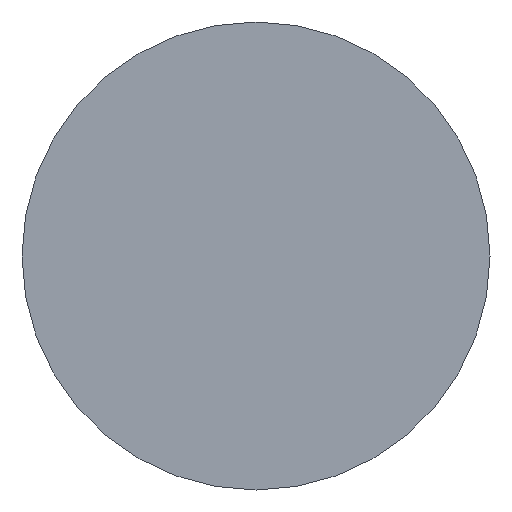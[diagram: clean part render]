
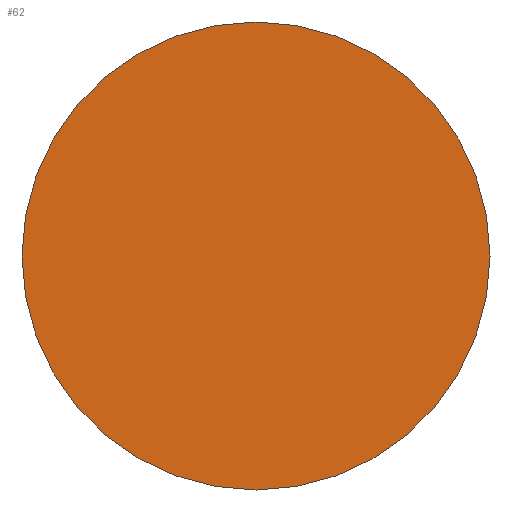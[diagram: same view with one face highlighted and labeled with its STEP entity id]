
A CAD part, left-side view. The second image highlights one B-rep face of the part: STEP entity #62.
In plain terms, the highlighted planar face has unit normal (-1, 0, 0).
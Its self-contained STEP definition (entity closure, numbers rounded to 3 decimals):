
#15 = DIRECTION ( 'NONE',  ( 0., 0., -1. ) ) ;
#18 = DIRECTION ( 'NONE',  ( -1., 0., 0. ) ) ;
#34 = AXIS2_PLACEMENT_3D ( 'NONE', #149, #47, #15 ) ;
#35 = CARTESIAN_POINT ( 'NONE',  ( 57.532, 32.611, 0. ) ) ;
#36 = CARTESIAN_POINT ( 'NONE',  ( 57.532, 32.611, 0. ) ) ;
#47 = DIRECTION ( 'NONE',  ( 1., 0., 0. ) ) ;
#62 = ADVANCED_FACE ( 'NONE', ( #70 ), #127, .F. ) ;
#65 = ORIENTED_EDGE ( 'NONE', *, *, #108, .T. ) ;
#66 = DIRECTION ( 'NONE',  ( -1., 0., 0. ) ) ;
#69 = DIRECTION ( 'NONE',  ( 0., 0., 1. ) ) ;
#70 = FACE_OUTER_BOUND ( 'NONE', #75, .T. ) ;
#74 = CIRCLE ( 'NONE', #90, 12.5 ) ;
#75 = EDGE_LOOP ( 'NONE', ( #94, #65 ) ) ;
#89 = VERTEX_POINT ( 'NONE', #124 ) ;
#90 = AXIS2_PLACEMENT_3D ( 'NONE', #35, #18, #69 ) ;
#94 = ORIENTED_EDGE ( 'NONE', *, *, #120, .T. ) ;
#108 = EDGE_CURVE ( 'NONE', #89, #109, #126, .T. ) ;
#109 = VERTEX_POINT ( 'NONE', #153 ) ;
#120 = EDGE_CURVE ( 'NONE', #109, #89, #74, .T. ) ;
#124 = CARTESIAN_POINT ( 'NONE',  ( 57.532, 32.611, -12.5 ) ) ;
#126 = CIRCLE ( 'NONE', #157, 12.5 ) ;
#127 = PLANE ( 'NONE',  #34 ) ;
#149 = CARTESIAN_POINT ( 'NONE',  ( 57.532, 32.611, 0. ) ) ;
#153 = CARTESIAN_POINT ( 'NONE',  ( 57.532, 32.611, 12.5 ) ) ;
#154 = DIRECTION ( 'NONE',  ( 0., 0., 1. ) ) ;
#157 = AXIS2_PLACEMENT_3D ( 'NONE', #36, #66, #154 ) ;
